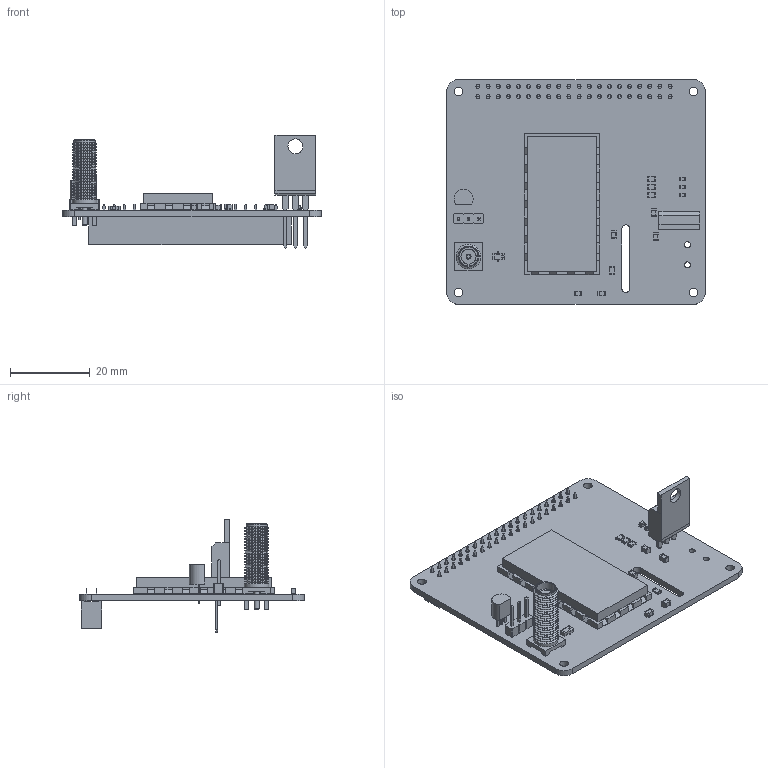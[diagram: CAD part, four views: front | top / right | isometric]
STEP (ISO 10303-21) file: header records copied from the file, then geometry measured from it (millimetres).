
FILE_DESCRIPTION(('KiCad electronic assembly'),'2;1');
FILE_NAME('APRN-pi-3D.step','2022-04-02T23:53:40',('Pcbnew'),('Kicad'), 'Open CASCADE STEP processor 7.5','KiCad to STEP converter','Unknown' );
FILE_SCHEMA(('AUTOMOTIVE_DESIGN { 1 0 10303 214 1 1 1 1 }'));
Length unit declared in the file: millimetre
Products named in the file (22): APRN-pi-3D 1; PinHeader_1x03_P2.54mm_Vertical; SOLID; C_0805_2012Metric; R_0805_2012Metric; DRA818V; Filter_Mini-Circuits_FV1206; LED_0603_1608Metric; TO-92_Inline; SMA_Amphenol_132291_Vertical; TO-220-3_Vertical; PinSocket_2x20_P2.54mm_Vertical; tmpevm5un51 PCB
Assembly tree (30 placements, depth 3):
  APRN-pi-3D 1
    PinHeader_1x03_P2.54mm_Vertical
      SOLID
    C_0805_2012Metric  x5
      SOLID
    R_0805_2012Metric  x4
      SOLID
    DRA818V
      SOLID
    Filter_Mini-Circuits_FV1206
      SOLID
    LED_0603_1608Metric  x3
      SOLID
    TO-92_Inline
      SOLID
    SMA_Amphenol_132291_Vertical
      SOLID
    TO-220-3_Vertical
      SOLID
    PinSocket_2x20_P2.54mm_Vertical
      SOLID
    tmpevm5un51 PCB
Bounding box: 65 x 56.5 x 28.52 mm (x, y, z)
Volume: 11050.5 mm3; surface area: 13693.7 mm2
Topology: 20 solids, 20 shells, 2180 faces, 5630 edges, 3635 vertices
Faces by surface type: bspline 2104, cylinder 68, plane 8
Full cylindrical faces by diameter (mm): 0.3 x2, 0.75 x3, 1 x43, 1.1 x3, 1.5 x1, 1.52 x2, 1.7 x4, 2.2 x4
Entity records: 120868 total; most frequent: CARTESIAN_POINT 42953, B_SPLINE_CURVE_WITH_KNOTS 13677, ORIENTED_EDGE 9736, PCURVE 9736, DEFINITIONAL_REPRESENTATION 9736, EDGE_CURVE 4868, SURFACE_CURVE 4713, VERTEX_POINT 3139
